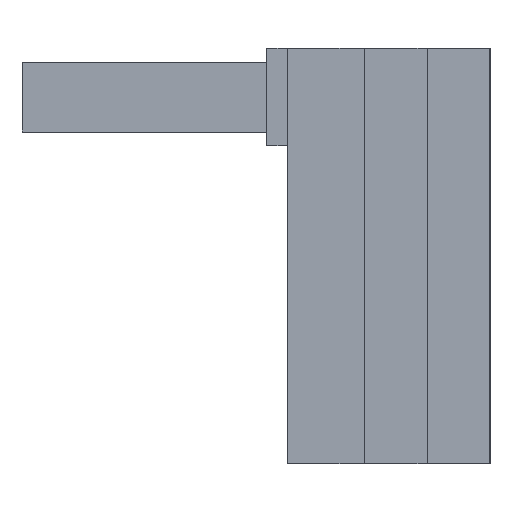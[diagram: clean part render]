
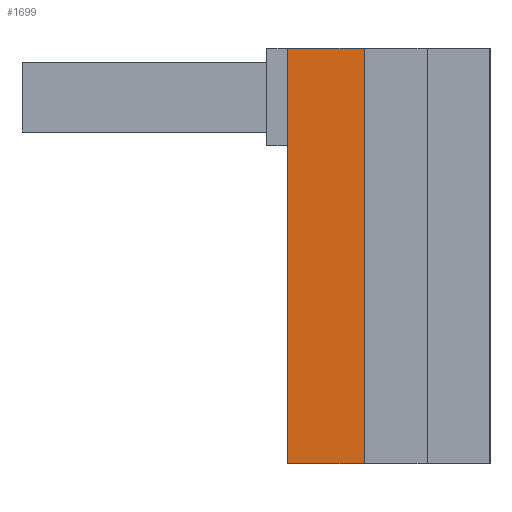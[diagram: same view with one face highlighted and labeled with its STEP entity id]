
A CAD part, left-side view. The second image highlights one B-rep face of the part: STEP entity #1699.
In plain terms, the highlighted planar face has unit normal (-1, 0, 0).
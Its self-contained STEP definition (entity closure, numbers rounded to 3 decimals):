
#1528=CARTESIAN_POINT('',(0.0,0.0,595.0));
#1529=VERTEX_POINT('',#1528);
#1536=CARTESIAN_POINT('',(0.0,-55.0,595.0));
#1537=VERTEX_POINT('',#1536);
#1538=CARTESIAN_POINT('',(0.0,-55.0,595.0));
#1539=DIRECTION('',(0.0,1.0,0.0));
#1540=VECTOR('',#1539,55.0);
#1541=LINE('',#1538,#1540);
#1542=EDGE_CURVE('',#1537,#1529,#1541,.T.);
#1651=CARTESIAN_POINT('',(0.0,-55.0,297.5));
#1652=VERTEX_POINT('',#1651);
#1653=CARTESIAN_POINT('',(0.0,-55.0,297.5));
#1654=DIRECTION('',(0.0,0.0,1.0));
#1655=VECTOR('',#1654,297.5);
#1656=LINE('',#1653,#1655);
#1657=EDGE_CURVE('',#1652,#1537,#1656,.T.);
#1676=CARTESIAN_POINT('',(0.0,-55.0,297.5));
#1677=DIRECTION('',(-1.0,0.0,0.0));
#1678=DIRECTION('',(0.0,0.0,1.0));
#1679=AXIS2_PLACEMENT_3D('',#1676,#1677,#1678);
#1680=PLANE('',#1679);
#1681=CARTESIAN_POINT('',(0.0,0.0,297.5));
#1682=VERTEX_POINT('',#1681);
#1683=CARTESIAN_POINT('',(0.0,0.0,297.5));
#1684=DIRECTION('',(0.0,0.0,1.0));
#1685=VECTOR('',#1684,297.5);
#1686=LINE('',#1683,#1685);
#1687=EDGE_CURVE('',#1682,#1529,#1686,.T.);
#1688=ORIENTED_EDGE('',*,*,#1687,.F.);
#1689=CARTESIAN_POINT('',(0.0,-55.0,297.5));
#1690=DIRECTION('',(0.0,1.0,0.0));
#1691=VECTOR('',#1690,55.0);
#1692=LINE('',#1689,#1691);
#1693=EDGE_CURVE('',#1652,#1682,#1692,.T.);
#1694=ORIENTED_EDGE('',*,*,#1693,.F.);
#1695=ORIENTED_EDGE('',*,*,#1657,.T.);
#1696=ORIENTED_EDGE('',*,*,#1542,.T.);
#1697=EDGE_LOOP('',(#1688,#1694,#1695,#1696));
#1698=FACE_OUTER_BOUND('',#1697,.T.);
#1699=ADVANCED_FACE('',(#1698),#1680,.T.);
